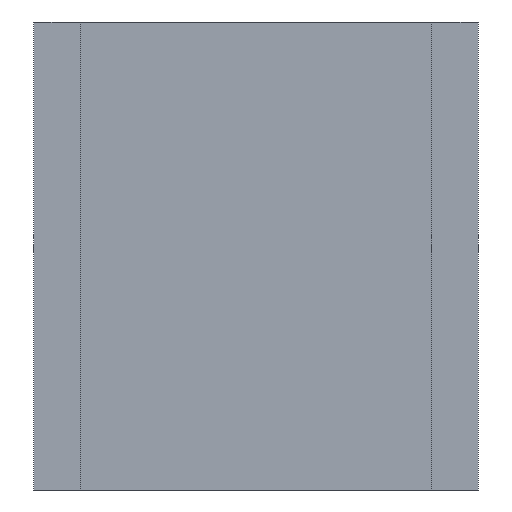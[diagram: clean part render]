
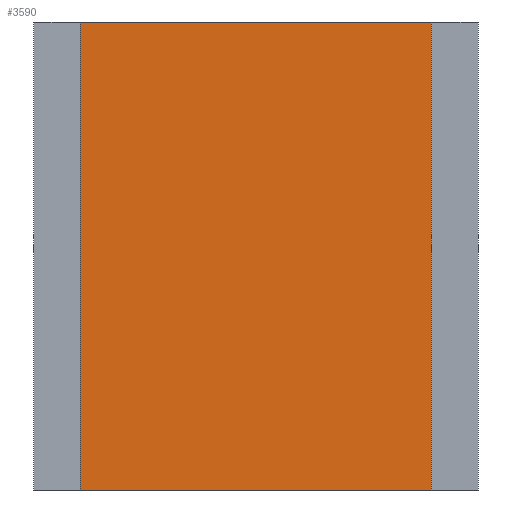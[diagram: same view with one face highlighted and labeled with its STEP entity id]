
A CAD part, left-side view. The second image highlights one B-rep face of the part: STEP entity #3590.
In plain terms, the highlighted planar face has unit normal (-1, 0, 0).
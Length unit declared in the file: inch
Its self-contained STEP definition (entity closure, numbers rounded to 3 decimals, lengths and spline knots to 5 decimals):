
#196=FACE_OUTER_BOUND('',#394,.T.);
#394=EDGE_LOOP('',(#3199,#3200,#3201,#3202));
#640=LINE('',#5099,#1144);
#764=LINE('',#5347,#1268);
#832=LINE('',#5479,#1336);
#913=LINE('',#5629,#1417);
#1144=VECTOR('',#4142,0.3937);
#1268=VECTOR('',#4276,0.3937);
#1336=VECTOR('',#4382,0.3937);
#1417=VECTOR('',#4601,0.3937);
#1589=VERTEX_POINT('',#5096);
#1590=VERTEX_POINT('',#5098);
#1708=VERTEX_POINT('',#5344);
#1709=VERTEX_POINT('',#5346);
#1984=EDGE_CURVE('',#1589,#1590,#640,.T.);
#2108=EDGE_CURVE('',#1708,#1709,#764,.T.);
#2176=EDGE_CURVE('',#1709,#1589,#832,.T.);
#2257=EDGE_CURVE('',#1708,#1590,#913,.T.);
#3199=ORIENTED_EDGE('',*,*,#2176,.F.);
#3200=ORIENTED_EDGE('',*,*,#2108,.F.);
#3201=ORIENTED_EDGE('',*,*,#2257,.T.);
#3202=ORIENTED_EDGE('',*,*,#1984,.F.);
#3420=PLANE('',#3774);
#3590=ADVANCED_FACE('',(#196),#3420,.T.);
#3774=AXIS2_PLACEMENT_3D('',#5630,#4602,#4603);
#4142=DIRECTION('',(0.,1.,0.));
#4276=DIRECTION('',(0.,-1.,0.));
#4382=DIRECTION('',(0.,0.,-1.));
#4601=DIRECTION('',(0.,0.,-1.));
#4602=DIRECTION('center_axis',(-1.,0.,0.));
#4603=DIRECTION('ref_axis',(0.,1.,0.));
#5096=CARTESIAN_POINT('',(0.,0.01,-0.1));
#5098=CARTESIAN_POINT('',(0.,0.085,-0.1));
#5099=CARTESIAN_POINT('',(0.,0.095,-0.1));
#5344=CARTESIAN_POINT('',(0.,0.085,0.));
#5346=CARTESIAN_POINT('',(0.,0.01,0.));
#5347=CARTESIAN_POINT('',(0.,0.095,0.));
#5479=CARTESIAN_POINT('',(0.,0.01,-0.025));
#5629=CARTESIAN_POINT('',(0.,0.085,-0.025));
#5630=CARTESIAN_POINT('Origin',(0.,0.,0.));
